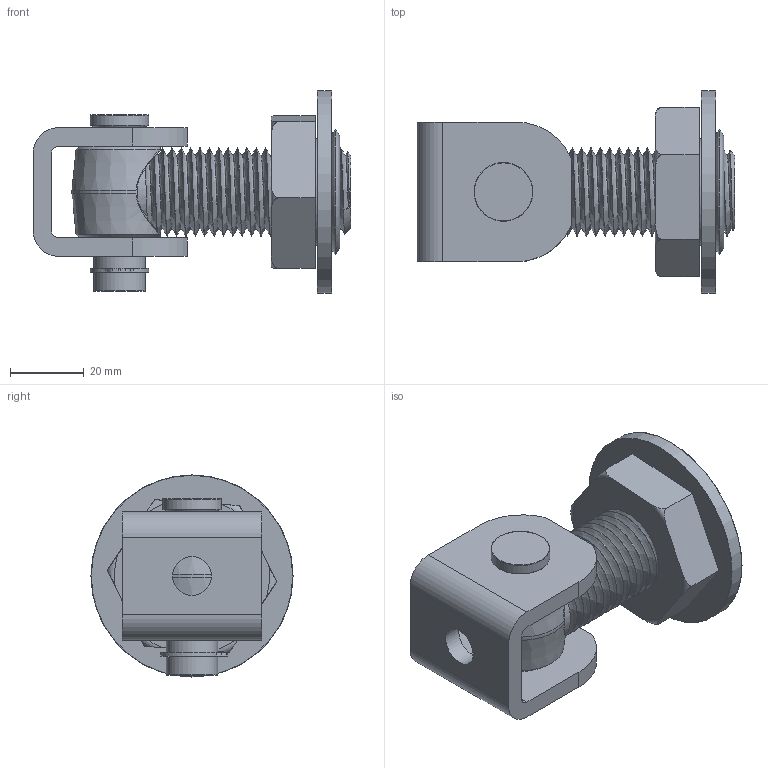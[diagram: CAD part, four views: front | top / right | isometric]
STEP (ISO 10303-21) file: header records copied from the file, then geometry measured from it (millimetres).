
FILE_DESCRIPTION(/* description */ (''),/* implementation_level */ '2;1');
FILE_NAME(/* name */ '25243.stp',/* time_stamp */ '2019-08-05T10:10:18+02:00',/* author */ ('DOMINIQUE'),/* organization */ (''),/* preprocessor_version */ 'ST-DEVELOPER v17.2',/* originating_system */ 'Autodesk Inventor 2019',/* authorisation */ '');
FILE_SCHEMA (('AUTOMOTIVE_DESIGN { 1 0 10303 214 3 1 1 }'));
Length unit declared in the file: millimetre
Products named in the file (7): 25243; 25165-1; 25165-2; 25165-3; NF E 22-163 - 13x1; 25223-3; 25223-2
Assembly tree (6 placements, depth 2):
  25243
    25165-1
    25165-2
    25165-3
    NF E 22-163 - 13x1
    25223-3
    25223-2
Bounding box: 86.5 x 55 x 55 mm (x, y, z)
Volume: 72832.2 mm3; surface area: 32818.8 mm2
Topology: 6 solids, 6 shells, 135 faces, 354 edges, 230 vertices
Faces by surface type: cylinder 59, plane 35, torus 18, bspline 16, cone 7
Full cylindrical faces by diameter (mm): 1.5 x2, 10.5 x1, 12 x1, 14 x2, 14.1 x1, 14.2 x2, 16 x1, 20.752 x1, 24 x20, 29 x1, 30 x1, 55 x1
Entity records: 9104 total; most frequent: CARTESIAN_POINT 5646, ORIENTED_EDGE 708, DIRECTION 604, EDGE_CURVE 354, AXIS2_PLACEMENT_3D 247, VERTEX_POINT 230, EDGE_LOOP 156, FACE_OUTER_BOUND 135
